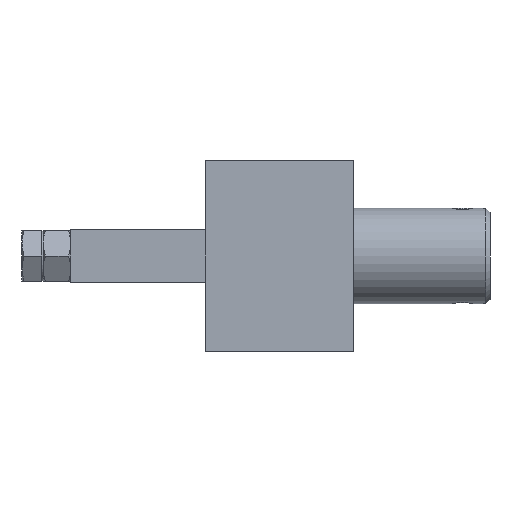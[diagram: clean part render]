
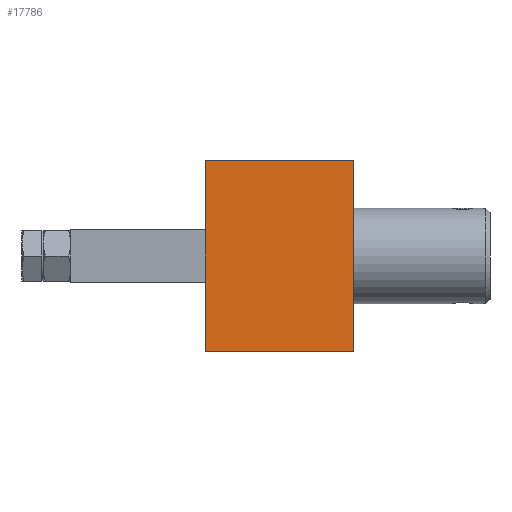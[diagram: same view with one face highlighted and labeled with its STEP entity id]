
A CAD part, front view. The second image highlights one B-rep face of the part: STEP entity #17786.
In plain terms, the highlighted planar face has unit normal (0, -1, 0).
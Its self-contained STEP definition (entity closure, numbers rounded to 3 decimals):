
#17765 = EDGE_CURVE ( 'NONE', #17766, #17791, #25772, .T. ) ;
#17766 = VERTEX_POINT ( 'NONE', #25768 ) ;
#17767 = ORIENTED_EDGE ( 'NONE', *, *, #17768, .T. ) ;
#17768 = EDGE_CURVE ( 'NONE', #17766, #17783, #25767, .T. ) ;
#17780 = VERTEX_POINT ( 'NONE', #25805 ) ;
#17782 = EDGE_CURVE ( 'NONE', #17783, #17780, #25804, .T. ) ;
#17783 = VERTEX_POINT ( 'NONE', #25800 ) ;
#17786 = ADVANCED_FACE ( 'NONE', ( #25857 ), #25856, .T. ) ;
#17787 = EDGE_LOOP ( 'NONE', ( #17788, #17789, #17792, #17767 ) ) ;
#17788 = ORIENTED_EDGE ( 'NONE', *, *, #17782, .T. ) ;
#17789 = ORIENTED_EDGE ( 'NONE', *, *, #17790, .F. ) ;
#17790 = EDGE_CURVE ( 'NONE', #17791, #17780, #25854, .T. ) ;
#17791 = VERTEX_POINT ( 'NONE', #25847 ) ;
#17792 = ORIENTED_EDGE ( 'NONE', *, *, #17765, .F. ) ;
#25767 = LINE ( 'NONE', #25826, #25825 ) ;
#25768 = CARTESIAN_POINT ( 'NONE',  ( -45., -39.6, -41. ) ) ;
#25769 = DIRECTION ( 'NONE',  ( 0., 0., 1. ) ) ;
#25770 = VECTOR ( 'NONE', #25769, 1000. ) ;
#25771 = CARTESIAN_POINT ( 'NONE',  ( -45., -39.6, -41. ) ) ;
#25772 = LINE ( 'NONE', #25771, #25770 ) ;
#25800 = CARTESIAN_POINT ( 'NONE',  ( 45., -39.6, -41. ) ) ;
#25801 = DIRECTION ( 'NONE',  ( 0., 0., 1. ) ) ;
#25802 = VECTOR ( 'NONE', #25801, 1000. ) ;
#25803 = CARTESIAN_POINT ( 'NONE',  ( 45., -39.6, -41. ) ) ;
#25804 = LINE ( 'NONE', #25803, #25802 ) ;
#25805 = CARTESIAN_POINT ( 'NONE',  ( 45., -39.6, 29. ) ) ;
#25824 = DIRECTION ( 'NONE',  ( 1., 0., 0. ) ) ;
#25825 = VECTOR ( 'NONE', #25824, 1000. ) ;
#25826 = CARTESIAN_POINT ( 'NONE',  ( -45., -39.6, -41. ) ) ;
#25847 = CARTESIAN_POINT ( 'NONE',  ( -45., -39.6, 29. ) ) ;
#25848 = DIRECTION ( 'NONE',  ( 1., 0., 0. ) ) ;
#25849 = VECTOR ( 'NONE', #25848, 1000. ) ;
#25850 = CARTESIAN_POINT ( 'NONE',  ( -45., -39.6, 29. ) ) ;
#25851 = DIRECTION ( 'NONE',  ( 1., 0., 0. ) ) ;
#25852 = DIRECTION ( 'NONE',  ( 0., -1., 0. ) ) ;
#25853 = CARTESIAN_POINT ( 'NONE',  ( -45., -39.6, -41. ) ) ;
#25854 = LINE ( 'NONE', #25850, #25849 ) ;
#25855 = AXIS2_PLACEMENT_3D ( 'NONE', #25853, #25852, #25851 ) ;
#25856 = PLANE ( 'NONE',  #25855 ) ;
#25857 = FACE_OUTER_BOUND ( 'NONE', #17787, .T. ) ;
